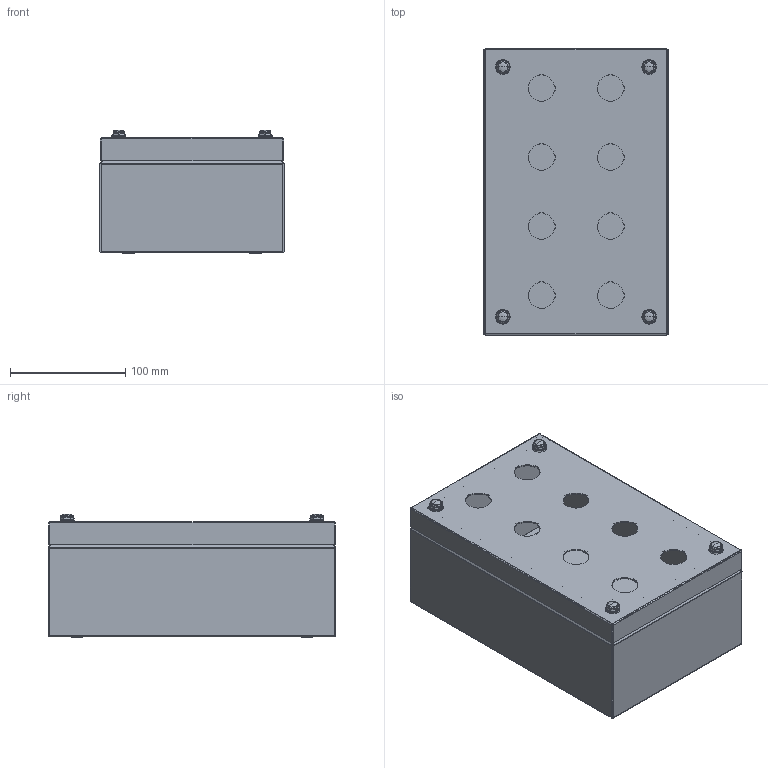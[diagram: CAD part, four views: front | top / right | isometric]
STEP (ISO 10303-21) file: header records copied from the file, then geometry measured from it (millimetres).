
FILE_DESCRIPTION (( 'STEP AP214' ), '1' );
FILE_NAME ('IP-304-P4X2_step.stp', '2024-09-13T06:10:41', ( '' ), ( '' ), 'SwSTEP 2.0', 'SolidWorks 2023', '' );
FILE_SCHEMA (( 'AUTOMOTIVE_DESIGN' ));
Length unit declared in the file: millimetre
Products named in the file (1): IP-304-P4X2_step
Bounding box: 160 x 250 x 107.6 mm (x, y, z)
Volume: 212111.7 mm3; surface area: 376041.2 mm2
Topology: 45 solids, 45 shells, 1395 faces, 3129 edges, 1857 vertices
Faces by surface type: plane 501, cylinder 360, torus 296, cone 190, bspline 40, sphere 8
Entity records: 49632 total; most frequent: CARTESIAN_POINT 18488, DIRECTION 6509, ORIENTED_EDGE 6234, EDGE_CURVE 3117, AXIS2_PLACEMENT_3D 2608, VERTEX_POINT 1853, EDGE_LOOP 1536, FACE_OUTER_BOUND 1395
